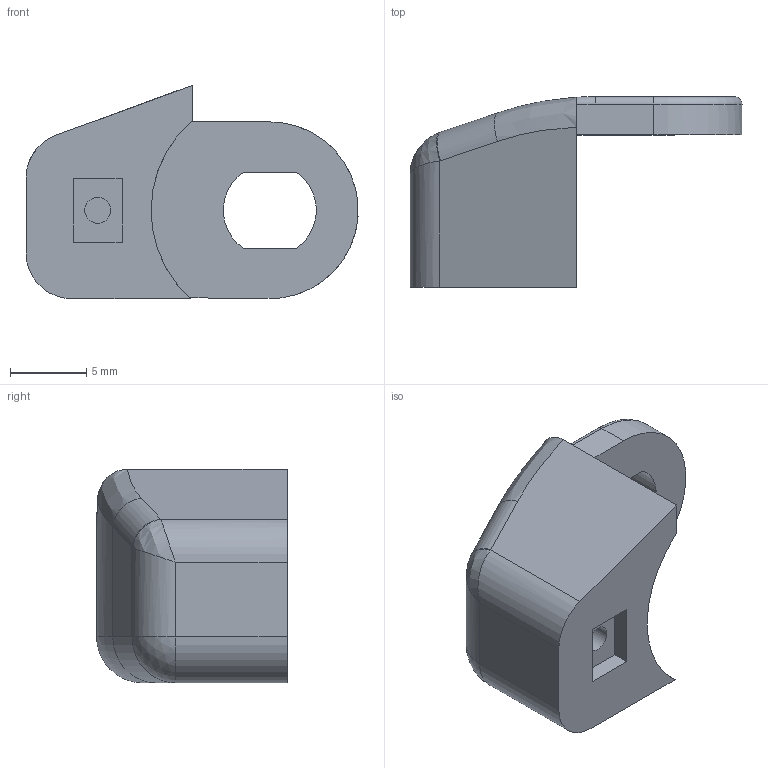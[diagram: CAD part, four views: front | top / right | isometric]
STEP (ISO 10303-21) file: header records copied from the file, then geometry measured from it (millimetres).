
FILE_DESCRIPTION((''),'2;1');
FILE_NAME('GLIED3_RECHTS','2025-07-13T12:36:40',('Mathias'),(''),'CREO PARAMETRIC BY PTC INC, 2023073','CREO PARAMETRIC BY PTC INC, 2023073','');
FILE_SCHEMA(('CONFIG_CONTROL_DESIGN'));
Length unit declared in the file: millimetre
Products named in the file (1): GLIED3_RECHTS
Bounding box: 21.79 x 12.5 x 14 mm (x, y, z)
Volume: 1370.6 mm3; surface area: 1039.4 mm2
Topology: 1 solids, 1 shells, 39 faces, 93 edges, 58 vertices
Faces by surface type: plane 17, cylinder 14, bspline 4, torus 3, sphere 1
Entity records: 1427 total; most frequent: CARTESIAN_POINT 496, ORIENTED_EDGE 186, DIRECTION 180, EDGE_CURVE 93, AXIS2_PLACEMENT_3D 65, VERTEX_POINT 58, VECTOR 50, LINE 50
